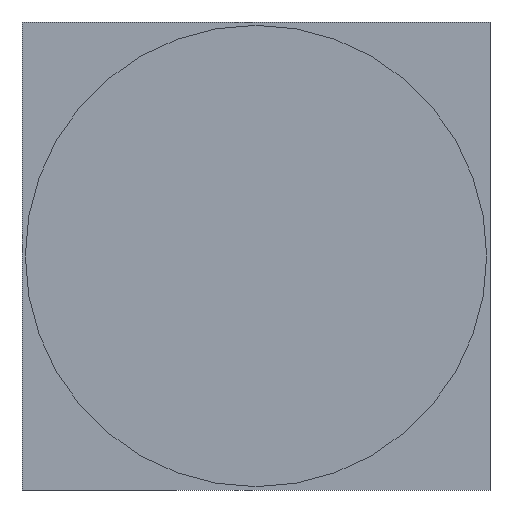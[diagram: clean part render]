
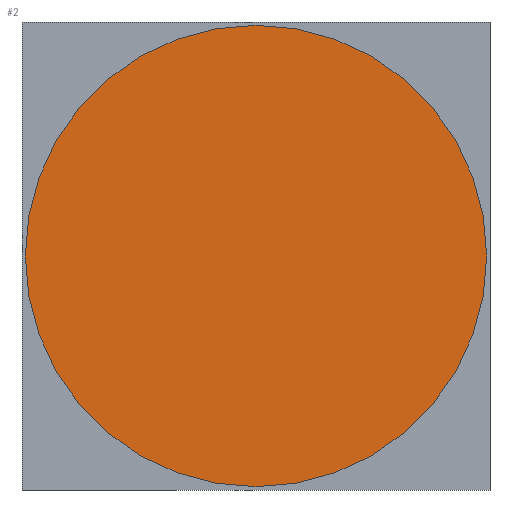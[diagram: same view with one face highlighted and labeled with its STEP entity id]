
A CAD part, front view. The second image highlights one B-rep face of the part: STEP entity #2.
In plain terms, the highlighted planar face has unit normal (0, -1, 0).
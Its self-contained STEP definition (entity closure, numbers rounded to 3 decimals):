
#2 = ADVANCED_FACE ( 'NONE', ( #449 ), #469, .T. ) ;
#37 = CIRCLE ( 'NONE', #763, 3.13 ) ;
#135 = DIRECTION ( 'NONE',  ( 0., 0., -1. ) ) ;
#236 = VERTEX_POINT ( 'NONE', #288 ) ;
#288 = CARTESIAN_POINT ( 'NONE',  ( 0., -11.43, 3.13 ) ) ;
#336 = VERTEX_POINT ( 'NONE', #499 ) ;
#400 = ORIENTED_EDGE ( 'NONE', *, *, #478, .T. ) ;
#409 = EDGE_LOOP ( 'NONE', ( #438, #400 ) ) ;
#438 = ORIENTED_EDGE ( 'NONE', *, *, #537, .T. ) ;
#449 = FACE_OUTER_BOUND ( 'NONE', #409, .T. ) ;
#452 = CARTESIAN_POINT ( 'NONE',  ( 0., -11.43, 0. ) ) ;
#454 = DIRECTION ( 'NONE',  ( 0., -1., 0. ) ) ;
#459 = AXIS2_PLACEMENT_3D ( 'NONE', #612, #541, #535 ) ;
#464 = DIRECTION ( 'NONE',  ( 0., -1., 0. ) ) ;
#469 = PLANE ( 'NONE',  #459 ) ;
#478 = EDGE_CURVE ( 'NONE', #336, #236, #37, .T. ) ;
#499 = CARTESIAN_POINT ( 'NONE',  ( 0., -11.43, -3.13 ) ) ;
#533 = CIRCLE ( 'NONE', #829, 3.13 ) ;
#535 = DIRECTION ( 'NONE',  ( 0., 0., -1. ) ) ;
#537 = EDGE_CURVE ( 'NONE', #236, #336, #533, .T. ) ;
#541 = DIRECTION ( 'NONE',  ( 0., -1., 0. ) ) ;
#593 = CARTESIAN_POINT ( 'NONE',  ( 0., -11.43, 0. ) ) ;
#612 = CARTESIAN_POINT ( 'NONE',  ( 0., -11.43, 0. ) ) ;
#763 = AXIS2_PLACEMENT_3D ( 'NONE', #593, #464, #135 ) ;
#786 = DIRECTION ( 'NONE',  ( 0., 0., -1. ) ) ;
#829 = AXIS2_PLACEMENT_3D ( 'NONE', #452, #454, #786 ) ;
